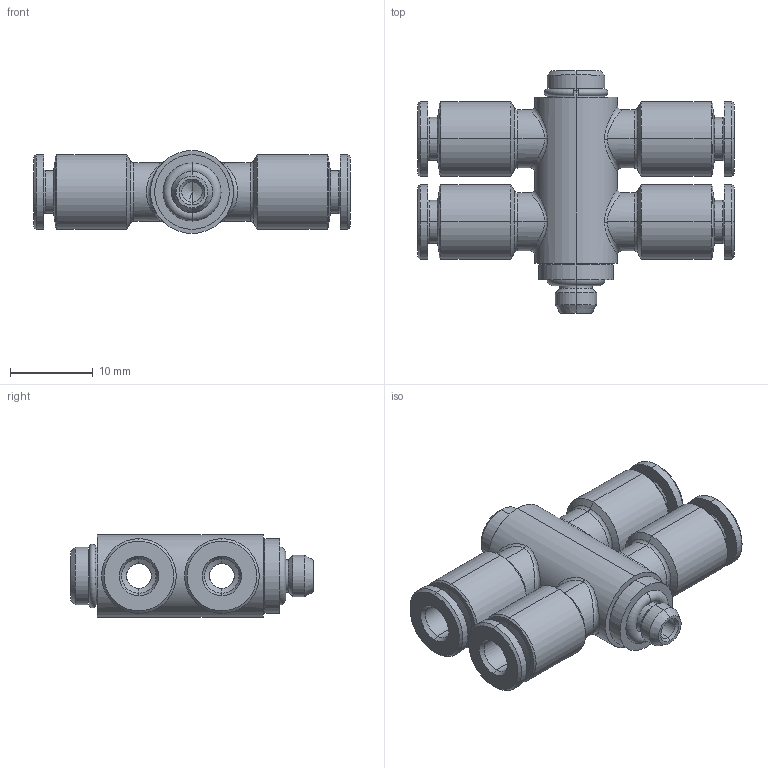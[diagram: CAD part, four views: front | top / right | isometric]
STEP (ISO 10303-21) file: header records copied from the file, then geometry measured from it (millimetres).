
FILE_DESCRIPTION (( 'STEP AP203' ), '1' );
FILE_NAME ('A0320010.STEP', '2009-12-15T10:22:16', ( 'Gabriele' ), ( 'C.Matic srl' ), 'SwSTEP 2.0', 'SolidWorks 2009', '' );
FILE_SCHEMA (( 'CONFIG_CONTROL_DESIGN' ));
Length unit declared in the file: millimetre
Products named in the file (1): A0320010
Bounding box: 38.2 x 29.2 x 10 mm (x, y, z)
Volume: 4037 mm3; surface area: 3977.5 mm2
Topology: 1 solids, 1 shells, 189 faces, 408 edges, 236 vertices
Faces by surface type: cone 72, cylinder 64, plane 34, torus 11, bspline 8
Entity records: 8975 total; most frequent: CARTESIAN_POINT 4760, DIRECTION 928, ORIENTED_EDGE 808, EDGE_CURVE 404, AXIS2_PLACEMENT_3D 384, VERTEX_POINT 236, EDGE_LOOP 216, CIRCLE 202
